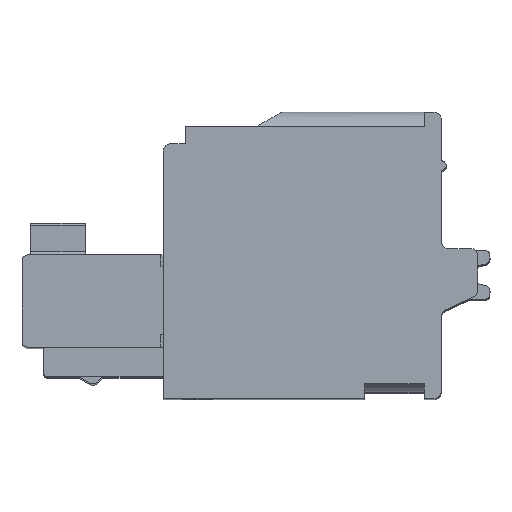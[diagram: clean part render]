
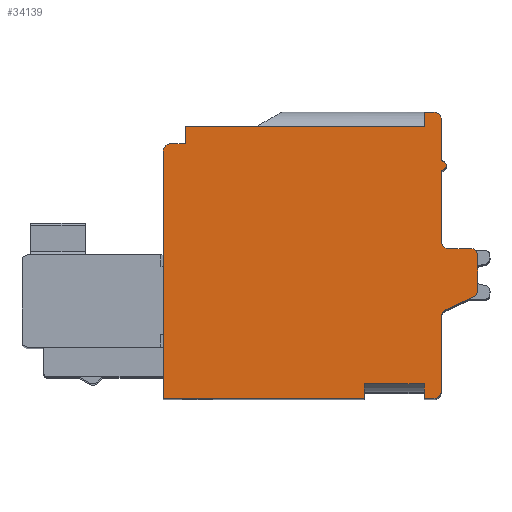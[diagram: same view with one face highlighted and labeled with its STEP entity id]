
A CAD part, top view. The second image highlights one B-rep face of the part: STEP entity #34139.
In plain terms, the highlighted planar face has unit normal (0, 0, 1).
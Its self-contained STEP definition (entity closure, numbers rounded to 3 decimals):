
#2809=DIRECTION('',(0.,-1.,0.));
#2810=VECTOR('',#2809,0.7);
#2811=CARTESIAN_POINT('',(-9.8,11.15,15.));
#2812=LINE('',#2811,#2810);
#2905=DIRECTION('',(-1.,0.,0.));
#2906=VECTOR('',#2905,9.8);
#2907=CARTESIAN_POINT('',(0.,11.15,15.));
#2908=LINE('',#2907,#2906);
#3869=CARTESIAN_POINT('',(0.7,9.55,15.));
#3870=DIRECTION('',(0.,0.,1.));
#3871=DIRECTION('',(0.,-1.,0.));
#3872=AXIS2_PLACEMENT_3D('',#3869,#3870,#3871);
#3999=DIRECTION('',(0.,1.,0.));
#4000=VECTOR('',#3999,2.9);
#4001=CARTESIAN_POINT('',(0.7,6.45,15.));
#4002=LINE('',#4001,#4000);
#4287=DIRECTION('',(0.,1.,0.));
#4288=VECTOR('',#4287,3.059);
#4289=CARTESIAN_POINT('',(0.7,0.3,15.));
#4290=LINE('',#4289,#4288);
#6200=DIRECTION('',(0.,-1.,0.));
#6201=VECTOR('',#6200,0.6);
#6202=CARTESIAN_POINT('',(0.,0.6,15.));
#6203=LINE('',#6202,#6201);
#8217=DIRECTION('',(0.,1.,0.));
#8218=VECTOR('',#8217,10.15);
#8219=CARTESIAN_POINT('',(-10.7,0.,15.));
#8220=LINE('',#8219,#8218);
#8221=CARTESIAN_POINT('',(-10.4,10.15,15.));
#8222=DIRECTION('',(0.,0.,-1.));
#8223=DIRECTION('',(-1.,0.,0.));
#8224=AXIS2_PLACEMENT_3D('',#8221,#8222,#8223);
#8226=DIRECTION('',(1.,0.,0.));
#8227=VECTOR('',#8226,0.6);
#8228=CARTESIAN_POINT('',(-10.4,10.45,15.));
#8229=LINE('',#8228,#8227);
#8230=DIRECTION('',(1.,0.,0.));
#8231=VECTOR('',#8230,0.4);
#8232=CARTESIAN_POINT('',(0.,11.75,15.));
#8233=LINE('',#8232,#8231);
#8234=CARTESIAN_POINT('',(0.4,11.45,15.));
#8235=DIRECTION('',(0.,0.,-1.));
#8236=DIRECTION('',(0.,1.,0.));
#8237=AXIS2_PLACEMENT_3D('',#8234,#8235,#8236);
#8239=DIRECTION('',(0.,-1.,0.));
#8240=VECTOR('',#8239,1.7);
#8241=CARTESIAN_POINT('',(0.7,11.45,15.));
#8242=LINE('',#8241,#8240);
#8243=CARTESIAN_POINT('',(1.,6.45,15.));
#8244=DIRECTION('',(0.,0.,1.));
#8245=DIRECTION('',(-1.,0.,0.));
#8246=AXIS2_PLACEMENT_3D('',#8243,#8244,#8245);
#8248=DIRECTION('',(1.,0.,0.));
#8249=VECTOR('',#8248,0.9);
#8250=CARTESIAN_POINT('',(1.,6.15,15.));
#8251=LINE('',#8250,#8249);
#8252=CARTESIAN_POINT('',(1.9,5.85,15.));
#8253=DIRECTION('',(0.,0.,-1.));
#8254=DIRECTION('',(0.,1.,0.));
#8255=AXIS2_PLACEMENT_3D('',#8252,#8253,#8254);
#8257=DIRECTION('',(0.,-1.,0.));
#8258=VECTOR('',#8257,1.409);
#8259=CARTESIAN_POINT('',(2.2,5.85,15.));
#8260=LINE('',#8259,#8258);
#8261=CARTESIAN_POINT('',(1.9,4.441,15.));
#8262=DIRECTION('',(0.,0.,-1.));
#8263=DIRECTION('',(1.,0.,0.));
#8264=AXIS2_PLACEMENT_3D('',#8261,#8262,#8263);
#8266=DIRECTION('',(-0.906,-0.423,0.));
#8267=VECTOR('',#8266,1.273);
#8268=CARTESIAN_POINT('',(2.027,4.169,15.));
#8269=LINE('',#8268,#8267);
#8270=CARTESIAN_POINT('',(1.,3.359,15.));
#8271=DIRECTION('',(0.,0.,1.));
#8272=DIRECTION('',(-0.423,0.906,0.));
#8273=AXIS2_PLACEMENT_3D('',#8270,#8271,#8272);
#8275=CARTESIAN_POINT('',(0.4,0.3,15.));
#8276=DIRECTION('',(0.,0.,-1.));
#8277=DIRECTION('',(1.,0.,0.));
#8278=AXIS2_PLACEMENT_3D('',#8275,#8276,#8277);
#8280=DIRECTION('',(-1.,0.,0.));
#8281=VECTOR('',#8280,0.4);
#8282=CARTESIAN_POINT('',(0.4,0.,15.));
#8283=LINE('',#8282,#8281);
#8284=DIRECTION('',(0.,-1.,0.));
#8285=VECTOR('',#8284,0.6);
#8286=CARTESIAN_POINT('',(-2.45,0.6,15.));
#8287=LINE('',#8286,#8285);
#8288=DIRECTION('',(-1.,0.,0.));
#8289=VECTOR('',#8288,8.25);
#8290=CARTESIAN_POINT('',(-2.45,0.,15.));
#8291=LINE('',#8290,#8289);
#8305=DIRECTION('',(0.,-1.,0.));
#8306=VECTOR('',#8305,0.6);
#8307=CARTESIAN_POINT('',(0.,11.75,15.));
#8308=LINE('',#8307,#8306);
#8641=DIRECTION('',(1.,0.,0.));
#8642=VECTOR('',#8641,2.45);
#8643=CARTESIAN_POINT('',(-2.45,0.6,15.));
#8644=LINE('',#8643,#8642);
#22861=CARTESIAN_POINT('',(-2.45,0.,15.));
#22862=CARTESIAN_POINT('',(-10.7,0.,15.));
#22863=VERTEX_POINT('',#22861);
#22864=VERTEX_POINT('',#22862);
#22917=CARTESIAN_POINT('',(-10.7,10.15,15.));
#22918=VERTEX_POINT('',#22917);
#23059=CARTESIAN_POINT('',(-9.8,11.15,15.));
#23060=CARTESIAN_POINT('',(-9.8,10.45,15.));
#23061=VERTEX_POINT('',#23059);
#23062=VERTEX_POINT('',#23060);
#23079=CARTESIAN_POINT('',(0.,11.15,15.));
#23080=VERTEX_POINT('',#23079);
#23099=CARTESIAN_POINT('',(0.,11.75,15.));
#23100=CARTESIAN_POINT('',(0.4,11.75,15.));
#23101=VERTEX_POINT('',#23099);
#23102=VERTEX_POINT('',#23100);
#23103=CARTESIAN_POINT('',(0.7,11.45,15.));
#23104=VERTEX_POINT('',#23103);
#23113=CARTESIAN_POINT('',(0.7,9.75,15.));
#23114=VERTEX_POINT('',#23113);
#23123=CARTESIAN_POINT('',(0.7,6.45,15.));
#23124=VERTEX_POINT('',#23123);
#23125=CARTESIAN_POINT('',(0.7,9.35,15.));
#23126=VERTEX_POINT('',#23125);
#23141=CARTESIAN_POINT('',(0.7,0.3,15.));
#23142=CARTESIAN_POINT('',(0.7,3.359,15.));
#23143=VERTEX_POINT('',#23141);
#23144=VERTEX_POINT('',#23142);
#23179=CARTESIAN_POINT('',(0.4,0.,15.));
#23180=VERTEX_POINT('',#23179);
#23181=CARTESIAN_POINT('',(0.,0.,15.));
#23182=VERTEX_POINT('',#23181);
#23184=CARTESIAN_POINT('',(0.,0.6,15.));
#23186=VERTEX_POINT('',#23184);
#23191=CARTESIAN_POINT('',(-2.45,0.6,15.));
#23192=VERTEX_POINT('',#23191);
#23195=CARTESIAN_POINT('',(-10.4,10.45,15.));
#23196=VERTEX_POINT('',#23195);
#23197=CARTESIAN_POINT('',(1.,6.15,15.));
#23198=VERTEX_POINT('',#23197);
#23199=CARTESIAN_POINT('',(1.9,6.15,15.));
#23200=VERTEX_POINT('',#23199);
#23201=CARTESIAN_POINT('',(2.2,5.85,15.));
#23202=VERTEX_POINT('',#23201);
#23203=CARTESIAN_POINT('',(2.2,4.441,15.));
#23204=VERTEX_POINT('',#23203);
#23205=CARTESIAN_POINT('',(2.027,4.169,15.));
#23206=VERTEX_POINT('',#23205);
#23207=CARTESIAN_POINT('',(0.873,3.631,15.));
#23208=VERTEX_POINT('',#23207);
#34097=CARTESIAN_POINT('',(-1.384,8.507,15.));
#34098=DIRECTION('',(0.,0.,1.));
#34099=DIRECTION('',(1.,0.,0.));
#34100=AXIS2_PLACEMENT_3D('',#34097,#34098,#34099);
#34101=PLANE('',#34100);
#34102=ORIENTED_EDGE('',*,*,#33519,.T.);
#34104=ORIENTED_EDGE('',*,*,#34103,.T.);
#34105=ORIENTED_EDGE('',*,*,#34090,.T.);
#34106=ORIENTED_EDGE('',*,*,#27327,.F.);
#34107=ORIENTED_EDGE('',*,*,#27466,.F.);
#34109=ORIENTED_EDGE('',*,*,#34108,.F.);
#34110=ORIENTED_EDGE('',*,*,#28692,.T.);
#34111=ORIENTED_EDGE('',*,*,#28735,.T.);
#34112=ORIENTED_EDGE('',*,*,#28758,.T.);
#34113=ORIENTED_EDGE('',*,*,#28877,.F.);
#34114=ORIENTED_EDGE('',*,*,#28942,.F.);
#34116=ORIENTED_EDGE('',*,*,#34115,.T.);
#34118=ORIENTED_EDGE('',*,*,#34117,.T.);
#34120=ORIENTED_EDGE('',*,*,#34119,.T.);
#34122=ORIENTED_EDGE('',*,*,#34121,.T.);
#34124=ORIENTED_EDGE('',*,*,#34123,.T.);
#34126=ORIENTED_EDGE('',*,*,#34125,.T.);
#34128=ORIENTED_EDGE('',*,*,#34127,.T.);
#34129=ORIENTED_EDGE('',*,*,#29166,.F.);
#34130=ORIENTED_EDGE('',*,*,#31253,.T.);
#34131=ORIENTED_EDGE('',*,*,#31268,.T.);
#34132=ORIENTED_EDGE('',*,*,#31287,.F.);
#34134=ORIENTED_EDGE('',*,*,#34133,.F.);
#34135=ORIENTED_EDGE('',*,*,#31369,.T.);
#34136=ORIENTED_EDGE('',*,*,#31440,.T.);
#34137=EDGE_LOOP('',(#34102,#34104,#34105,#34106,#34107,#34109,#34110,#34111,
#34112,#34113,#34114,#34116,#34118,#34120,#34122,#34124,#34126,#34128,#34129,
#34130,#34131,#34132,#34134,#34135,#34136));
#34138=FACE_OUTER_BOUND('',#34137,.F.);
#3873=CIRCLE('',#3872,0.2);
#8225=CIRCLE('',#8224,0.3);
#8238=CIRCLE('',#8237,0.3);
#8247=CIRCLE('',#8246,0.3);
#8256=CIRCLE('',#8255,0.3);
#8265=CIRCLE('',#8264,0.3);
#8274=CIRCLE('',#8273,0.3);
#8279=CIRCLE('',#8278,0.3);
#27327=EDGE_CURVE('',#23061,#23062,#2812,.T.);
#27466=EDGE_CURVE('',#23080,#23061,#2908,.T.);
#28692=EDGE_CURVE('',#23101,#23102,#8233,.T.);
#28735=EDGE_CURVE('',#23102,#23104,#8238,.T.);
#28758=EDGE_CURVE('',#23104,#23114,#8242,.T.);
#28877=EDGE_CURVE('',#23126,#23114,#3873,.T.);
#28942=EDGE_CURVE('',#23124,#23126,#4002,.T.);
#29166=EDGE_CURVE('',#23143,#23144,#4290,.T.);
#31253=EDGE_CURVE('',#23143,#23180,#8279,.T.);
#31268=EDGE_CURVE('',#23180,#23182,#8283,.T.);
#31287=EDGE_CURVE('',#23186,#23182,#6203,.T.);
#31369=EDGE_CURVE('',#23192,#22863,#8287,.T.);
#31440=EDGE_CURVE('',#22863,#22864,#8291,.T.);
#33519=EDGE_CURVE('',#22864,#22918,#8220,.T.);
#34090=EDGE_CURVE('',#23196,#23062,#8229,.T.);
#34103=EDGE_CURVE('',#22918,#23196,#8225,.T.);
#34108=EDGE_CURVE('',#23101,#23080,#8308,.T.);
#34115=EDGE_CURVE('',#23124,#23198,#8247,.T.);
#34117=EDGE_CURVE('',#23198,#23200,#8251,.T.);
#34119=EDGE_CURVE('',#23200,#23202,#8256,.T.);
#34121=EDGE_CURVE('',#23202,#23204,#8260,.T.);
#34123=EDGE_CURVE('',#23204,#23206,#8265,.T.);
#34125=EDGE_CURVE('',#23206,#23208,#8269,.T.);
#34127=EDGE_CURVE('',#23208,#23144,#8274,.T.);
#34133=EDGE_CURVE('',#23192,#23186,#8644,.T.);
#34139=ADVANCED_FACE('',(#34138),#34101,.T.);
